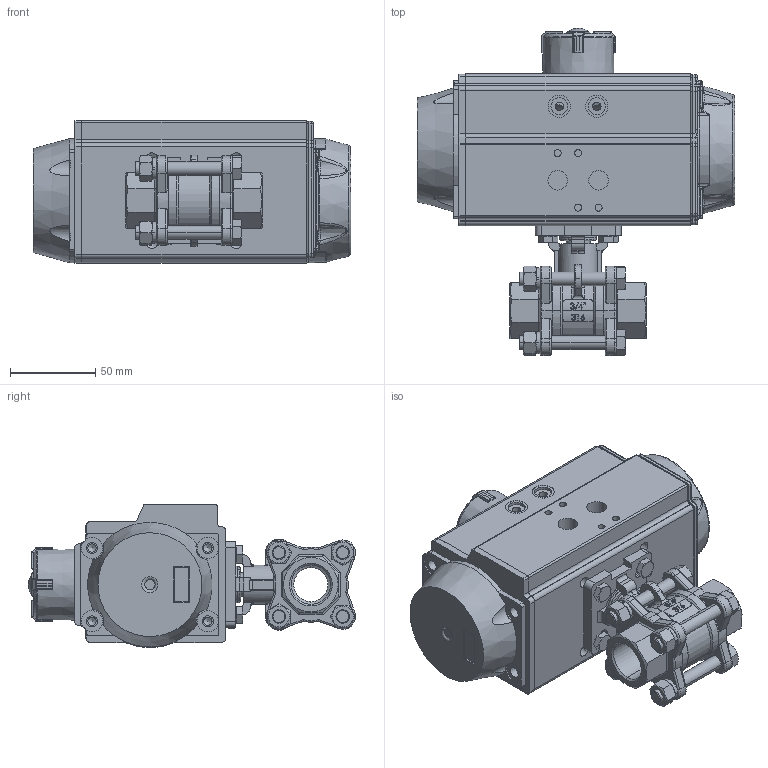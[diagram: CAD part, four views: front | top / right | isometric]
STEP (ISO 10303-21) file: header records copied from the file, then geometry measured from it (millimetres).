
FILE_DESCRIPTION(/* description */ ('Unknown'),/* implementation_level */ '2;1');
FILE_NAME(/* name */ 'PE02 9336-05',/* time_stamp */ '2025-01-20T11:24:30+01:00',/* author */ ('Unknown'),/* organization */ ('Unknown'),/* preprocessor_version */ 'ST-DEVELOPER v19.4',/* originating_system */ 'Solid Edge',/* authorisation */ 'Unknown');
FILE_SCHEMA (('AUTOMOTIVE_DESIGN {1 0 10303 214 3 1 1}'));
Products named in the file (22): PE029336-05; 9336-05_oa_0; Hexagon nuts grade C GB_GB_FASTENER_NUT_SNC1 M8-N; MV-83H-T(J)-DN20; Spring lock washers--Normal type GB_GB_FASTENER_WASHER_SW 8; MV-83H-G(J)-DN20; MV-83H-DD-DN20; MV-83H-LZ-DN20; MV-83H-LM-DN20; MV-83H-FS-DN20; MV-83H-Z-DN20; PD03_PE02; vt65-2016-06-25; Optische Anzeige; ______; ________(___________; cup head nib bolts with large head gb_GB_FASTENER_BOLT_CHNBW M6X25-N; ____65______ ______; VT65_____________MIR; zhou65; VTE65____; DIN 933 M6x18 A2-70 BLK_EDST
Assembly tree (39 placements, depth 4):
  PE029336-05
    9336-05_oa_0
      Hexagon nuts grade C GB_GB_FASTENER_NUT_SNC1 M8-N  x4
      MV-83H-T(J)-DN20
      Spring lock washers--Normal type GB_GB_FASTENER_WASHER_SW 8  x4
      MV-83H-G(J)-DN20  x2
      MV-83H-DD-DN20  x2
      MV-83H-LZ-DN20  x4
      MV-83H-LM-DN20
      MV-83H-FS-DN20
      MV-83H-Z-DN20
    PD03_PE02
      vt65-2016-06-25
      Optische Anzeige
        ______
        ________(___________  x4
        cup head nib bolts with large head gb_GB_FASTENER_BOLT_CHNBW M6X25-N
      ____65______ ______  x2
      VT65_____________MIR
      zhou65
      VTE65____
    DIN 933 M6x18 A2-70 BLK_EDST  x4
Bounding box: 186.5 x 192.05 x 83.89 mm (x, y, z)
Volume: 785263.9 mm3; surface area: 262947.1 mm2
Topology: 36 solids, 36 shells, 3086 faces, 7698 edges, 4771 vertices
Faces by surface type: cylinder 1002, plane 997, bspline 468, torus 355, cone 231, sphere 33
Full cylindrical faces by diameter (mm): 3 x16, 3.3 x8, 4.134 x8, 4.66 x1, 4.917 x15, 5 x1, 6 x5, 6.2 x1, 6.5 x4, 6.647 x4, 10 x12, 11 x1, 11.4 x1, 11.445 x2, 12 x1, 12.5 x2, 12.9 x1, 13 x2, 14 x5, 15 x1, 16.2 x18, 17 x2, 20 x2, 22.5 x1, 24.2 x1, 24.4 x1, 28 x4, 38.5 x1, 56 x2, 58.5 x2
Entity records: 97312 total; most frequent: CARTESIAN_POINT 47095, ORIENTED_EDGE 10820, DIRECTION 9176, EDGE_CURVE 5410, AXIS2_PLACEMENT_3D 3604, VERTEX_POINT 3543, FACE_BOUND 2699, EDGE_LOOP 2679
